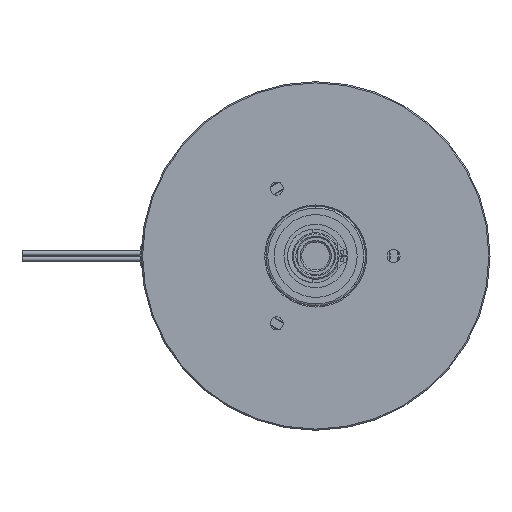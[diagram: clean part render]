
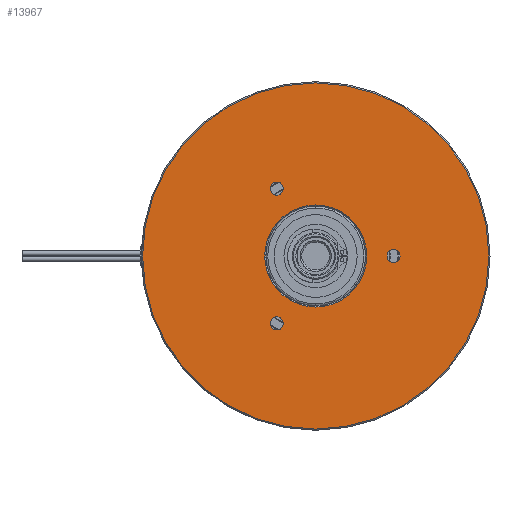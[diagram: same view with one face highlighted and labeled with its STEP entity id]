
A CAD part, left-side view. The second image highlights one B-rep face of the part: STEP entity #13967.
In plain terms, the highlighted planar face has unit normal (-1, 0, 0).
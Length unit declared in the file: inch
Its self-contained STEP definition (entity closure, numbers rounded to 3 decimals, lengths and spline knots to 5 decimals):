
#140 = ORIENTED_EDGE ( 'NONE', *, *, #13161, .F. ) ;
#389 = CARTESIAN_POINT ( 'NONE',  ( -1.40233, 0.49225, -0.93528 ) ) ;
#480 = CARTESIAN_POINT ( 'NONE',  ( -1.40233, -0.9845, -0.08268 ) ) ;
#548 = CARTESIAN_POINT ( 'NONE',  ( -1.40233, 0.49225, 0.8526 ) ) ;
#852 = CARTESIAN_POINT ( 'NONE',  ( -1.40233, 0., -2.1895 ) ) ;
#864 = DIRECTION ( 'NONE',  ( 1., 0., 0. ) ) ;
#950 = EDGE_LOOP ( 'NONE', ( #10540, #13395 ) ) ;
#1025 = AXIS2_PLACEMENT_3D ( 'NONE', #3663, #11349, #4792 ) ;
#1060 = CARTESIAN_POINT ( 'NONE',  ( -1.40233, 0.49225, -0.76992 ) ) ;
#1082 = DIRECTION ( 'NONE',  ( 0., 0., 1. ) ) ;
#1220 = DIRECTION ( 'NONE',  ( -1., 0., 0. ) ) ;
#1225 = CIRCLE ( 'NONE', #1025, 2.1895 ) ;
#1238 = EDGE_CURVE ( 'NONE', #3065, #2253, #4321, .T. ) ;
#1287 = VERTEX_POINT ( 'NONE', #5924 ) ;
#1666 = DIRECTION ( 'NONE',  ( 0., 0., 1. ) ) ;
#2003 = CIRCLE ( 'NONE', #8210, 0.6451 ) ;
#2216 = FACE_OUTER_BOUND ( 'NONE', #950, .T. ) ;
#2225 = CARTESIAN_POINT ( 'NONE',  ( -1.40233, 0.49225, 0.76992 ) ) ;
#2226 = VERTEX_POINT ( 'NONE', #389 ) ;
#2253 = VERTEX_POINT ( 'NONE', #10409 ) ;
#2263 = PLANE ( 'NONE',  #7527 ) ;
#2366 = EDGE_CURVE ( 'NONE', #8319, #1287, #10338, .T. ) ;
#2472 = CARTESIAN_POINT ( 'NONE',  ( -1.40233, 0., 0. ) ) ;
#2506 = CARTESIAN_POINT ( 'NONE',  ( -1.40233, 0., -0.6451 ) ) ;
#2527 = CARTESIAN_POINT ( 'NONE',  ( -1.40233, 0., 0. ) ) ;
#2729 = ORIENTED_EDGE ( 'NONE', *, *, #2366, .T. ) ;
#2881 = EDGE_CURVE ( 'NONE', #1287, #8319, #2003, .T. ) ;
#3065 = VERTEX_POINT ( 'NONE', #852 ) ;
#3087 = ORIENTED_EDGE ( 'NONE', *, *, #3492, .F. ) ;
#3436 = AXIS2_PLACEMENT_3D ( 'NONE', #548, #8348, #1666 ) ;
#3492 = EDGE_CURVE ( 'NONE', #7488, #13021, #5673, .T. ) ;
#3606 = DIRECTION ( 'NONE',  ( 0., 0., -1. ) ) ;
#3663 = CARTESIAN_POINT ( 'NONE',  ( -1.40233, 0., 0. ) ) ;
#3672 = DIRECTION ( 'NONE',  ( 0., 0., -1. ) ) ;
#4321 = CIRCLE ( 'NONE', #10953, 2.1895 ) ;
#4580 = DIRECTION ( 'NONE',  ( 1., 0., 0. ) ) ;
#4597 = CARTESIAN_POINT ( 'NONE',  ( -1.40233, 0.49225, 0.93528 ) ) ;
#4759 = AXIS2_PLACEMENT_3D ( 'NONE', #7536, #864, #8651 ) ;
#4792 = DIRECTION ( 'NONE',  ( 0., 0., -1. ) ) ;
#4884 = AXIS2_PLACEMENT_3D ( 'NONE', #6266, #13871, #7382 ) ;
#5194 = FACE_BOUND ( 'NONE', #11165, .T. ) ;
#5341 = EDGE_LOOP ( 'NONE', ( #11873, #6435 ) ) ;
#5441 = VERTEX_POINT ( 'NONE', #10993 ) ;
#5585 = CARTESIAN_POINT ( 'NONE',  ( -1.40233, -0.9845, 0. ) ) ;
#5673 = CIRCLE ( 'NONE', #3436, 0.08268 ) ;
#5687 = AXIS2_PLACEMENT_3D ( 'NONE', #5585, #13201, #6692 ) ;
#5746 = ORIENTED_EDGE ( 'NONE', *, *, #10084, .F. ) ;
#5924 = CARTESIAN_POINT ( 'NONE',  ( -1.40233, 0., 0.6451 ) ) ;
#6071 = ORIENTED_EDGE ( 'NONE', *, *, #8896, .F. ) ;
#6266 = CARTESIAN_POINT ( 'NONE',  ( -1.40233, 0.49225, -0.8526 ) ) ;
#6392 = CARTESIAN_POINT ( 'NONE',  ( -1.40233, 0.49225, 0.8526 ) ) ;
#6435 = ORIENTED_EDGE ( 'NONE', *, *, #10794, .F. ) ;
#6692 = DIRECTION ( 'NONE',  ( 0., 0., 1. ) ) ;
#7382 = DIRECTION ( 'NONE',  ( 0., 0., 1. ) ) ;
#7488 = VERTEX_POINT ( 'NONE', #4597 ) ;
#7515 = DIRECTION ( 'NONE',  ( 0., 0., 1. ) ) ;
#7527 = AXIS2_PLACEMENT_3D ( 'NONE', #11143, #4580, #12197 ) ;
#7536 = CARTESIAN_POINT ( 'NONE',  ( -1.40233, 0., 0. ) ) ;
#7754 = DIRECTION ( 'NONE',  ( -1., 0., 0. ) ) ;
#7869 = CIRCLE ( 'NONE', #5687, 0.08268 ) ;
#7905 = CARTESIAN_POINT ( 'NONE',  ( -1.40233, -0.9845, 0. ) ) ;
#8101 = EDGE_LOOP ( 'NONE', ( #10884, #2729 ) ) ;
#8155 = EDGE_CURVE ( 'NONE', #5441, #11138, #14031, .T. ) ;
#8210 = AXIS2_PLACEMENT_3D ( 'NONE', #2472, #10255, #3606 ) ;
#8319 = VERTEX_POINT ( 'NONE', #2506 ) ;
#8348 = DIRECTION ( 'NONE',  ( -1., 0., 0. ) ) ;
#8494 = FACE_BOUND ( 'NONE', #8101, .T. ) ;
#8647 = EDGE_LOOP ( 'NONE', ( #5746, #140 ) ) ;
#8651 = DIRECTION ( 'NONE',  ( 0., 0., -1. ) ) ;
#8896 = EDGE_CURVE ( 'NONE', #13021, #7488, #11613, .T. ) ;
#8994 = DIRECTION ( 'NONE',  ( 0., 0., 1. ) ) ;
#9097 = AXIS2_PLACEMENT_3D ( 'NONE', #7905, #1220, #8994 ) ;
#10084 = EDGE_CURVE ( 'NONE', #10763, #2226, #13273, .T. ) ;
#10255 = DIRECTION ( 'NONE',  ( 1., 0., 0. ) ) ;
#10308 = DIRECTION ( 'NONE',  ( -1., 0., 0. ) ) ;
#10338 = CIRCLE ( 'NONE', #4759, 0.6451 ) ;
#10409 = CARTESIAN_POINT ( 'NONE',  ( -1.40233, 0., 2.1895 ) ) ;
#10540 = ORIENTED_EDGE ( 'NONE', *, *, #1238, .T. ) ;
#10763 = VERTEX_POINT ( 'NONE', #1060 ) ;
#10794 = EDGE_CURVE ( 'NONE', #11138, #5441, #7869, .T. ) ;
#10884 = ORIENTED_EDGE ( 'NONE', *, *, #2881, .T. ) ;
#10953 = AXIS2_PLACEMENT_3D ( 'NONE', #2527, #10308, #3672 ) ;
#10993 = CARTESIAN_POINT ( 'NONE',  ( -1.40233, -0.9845, 0.08268 ) ) ;
#11035 = FACE_BOUND ( 'NONE', #8647, .T. ) ;
#11138 = VERTEX_POINT ( 'NONE', #480 ) ;
#11143 = CARTESIAN_POINT ( 'NONE',  ( -1.40233, 0., 0. ) ) ;
#11165 = EDGE_LOOP ( 'NONE', ( #3087, #6071 ) ) ;
#11349 = DIRECTION ( 'NONE',  ( -1., 0., 0. ) ) ;
#11495 = CIRCLE ( 'NONE', #4884, 0.08268 ) ;
#11613 = CIRCLE ( 'NONE', #12141, 0.08268 ) ;
#11873 = ORIENTED_EDGE ( 'NONE', *, *, #8155, .F. ) ;
#12141 = AXIS2_PLACEMENT_3D ( 'NONE', #6392, #14012, #7515 ) ;
#12197 = DIRECTION ( 'NONE',  ( 0., 0., -1. ) ) ;
#12784 = AXIS2_PLACEMENT_3D ( 'NONE', #14252, #7754, #1082 ) ;
#13021 = VERTEX_POINT ( 'NONE', #2225 ) ;
#13161 = EDGE_CURVE ( 'NONE', #2226, #10763, #11495, .T. ) ;
#13201 = DIRECTION ( 'NONE',  ( -1., 0., 0. ) ) ;
#13273 = CIRCLE ( 'NONE', #12784, 0.08268 ) ;
#13395 = ORIENTED_EDGE ( 'NONE', *, *, #13788, .T. ) ;
#13539 = FACE_BOUND ( 'NONE', #5341, .T. ) ;
#13788 = EDGE_CURVE ( 'NONE', #2253, #3065, #1225, .T. ) ;
#13871 = DIRECTION ( 'NONE',  ( -1., 0., 0. ) ) ;
#13967 = ADVANCED_FACE ( 'NONE', ( #2216, #8494, #11035, #5194, #13539 ), #2263, .F. ) ;
#14012 = DIRECTION ( 'NONE',  ( -1., 0., 0. ) ) ;
#14031 = CIRCLE ( 'NONE', #9097, 0.08268 ) ;
#14252 = CARTESIAN_POINT ( 'NONE',  ( -1.40233, 0.49225, -0.8526 ) ) ;
